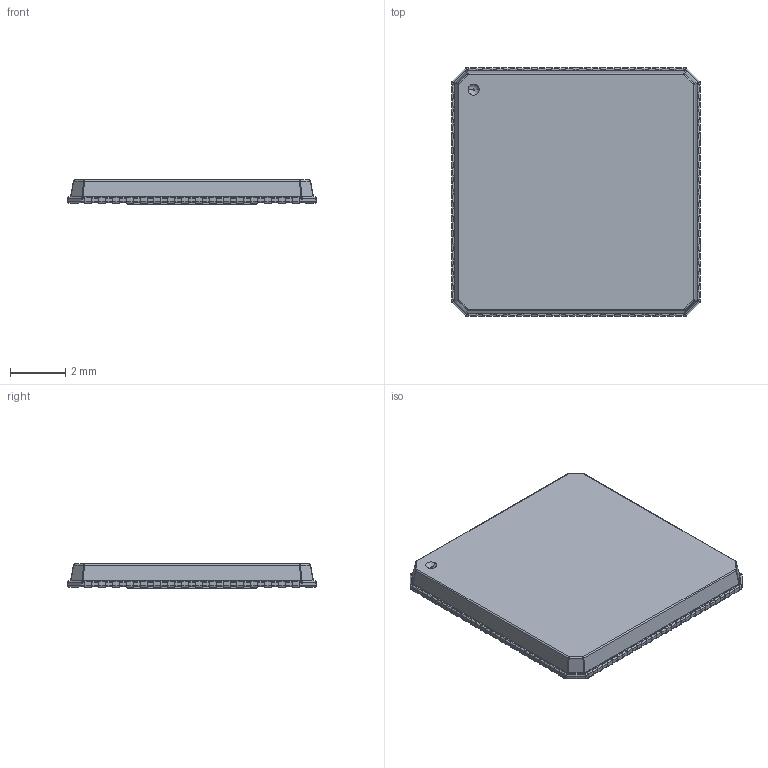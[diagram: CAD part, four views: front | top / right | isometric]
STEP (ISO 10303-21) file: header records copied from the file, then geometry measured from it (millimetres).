
FILE_DESCRIPTION (( 'STEP AP214' ), '1' );
FILE_NAME ('C386629B-472D-4C9F-969F-DE763AAAD69D.STEP', '2009-03-03T08:34:17', ( 'SysAdmin' ), ( 'SolidWorks' ), 'SwSTEP 2.0', 'SolidWorks 2009', '' );
FILE_SCHEMA (( 'AUTOMOTIVE_DESIGN' ));
Length unit declared in the file: millimetre
Products named in the file (1): C386629B-472D-4C9F-969F-DE763AAAD69D
Bounding box: 9 x 9 x 0.87 mm (x, y, z)
Volume: 63.8 mm3; surface area: 186.5 mm2
Topology: 1 solids, 1 shells, 965 faces, 2803 edges, 1834 vertices
Faces by surface type: plane 537, cylinder 390, bspline 38
Entity records: 42911 total; most frequent: CARTESIAN_POINT 6199, ORIENTED_EDGE 5590, DIRECTION 5533, EDGE_CURVE 2795, VECTOR 1861, LINE 1861, AXIS2_PLACEMENT_3D 1836, VERTEX_POINT 1834
